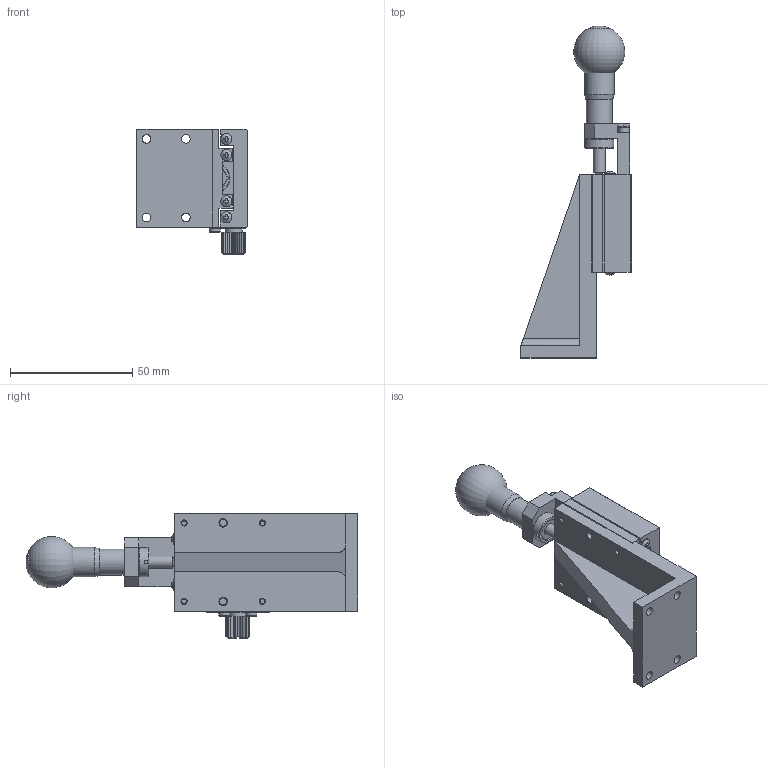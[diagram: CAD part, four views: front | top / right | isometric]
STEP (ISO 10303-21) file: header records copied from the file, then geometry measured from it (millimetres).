
FILE_DESCRIPTION (( 'STEP AP203' ), '1' );
FILE_NAME ('528916.STEP', '2024-11-13T01:54:50', ( 'Windows User' ), ( 'P R C' ), 'SwSTEP 2.0', 'SolidWorks 2020', '' );
FILE_SCHEMA (( 'CONFIG_CONTROL_DESIGN' ));
Products named in the file (1): 528916
Bounding box: 45 x 135.5 x 51.3 mm (x, y, z)
Volume: 54608.7 mm3; surface area: 29346 mm2
Topology: 4 solids, 6 shells, 2343 faces, 5027 edges, 2725 vertices
Faces by surface type: bspline 1451, cylinder 484, plane 284, cone 123, torus 1
Full cylindrical faces by diameter (mm): 2.013 x4, 2.459 x8, 2.85 x2, 3 x1, 3.5 x8, 4 x1, 4.5 x10, 5 x2, 6 x4, 7 x1, 9 x1, 10.5 x1, 12 x1, 12.034 x1
Entity records: 87917 total; most frequent: CARTESIAN_POINT 54566, ORIENTED_EDGE 9838, EDGE_CURVE 4919, DIRECTION 3255, VERTEX_POINT 2696, EDGE_LOOP 2485, FACE_OUTER_BOUND 2392, ADVANCED_FACE 2343
